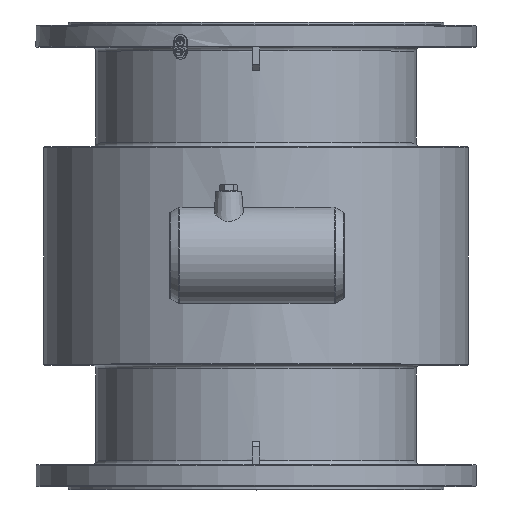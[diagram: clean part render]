
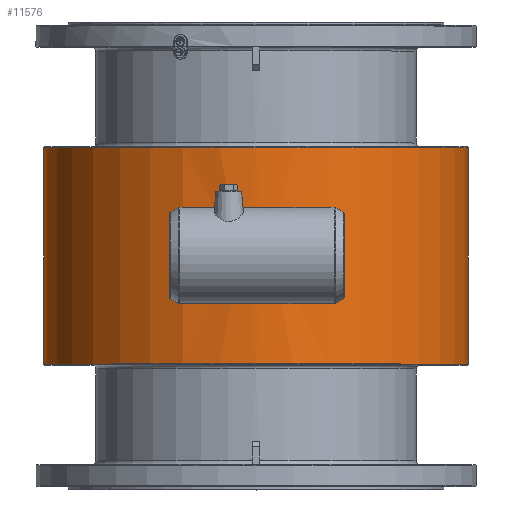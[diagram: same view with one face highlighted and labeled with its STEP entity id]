
A CAD part, top view. The second image highlights one B-rep face of the part: STEP entity #11576.
In plain terms, the highlighted cylindrical face has radius 272.5 mm (diameter 545 mm), a full revolution.
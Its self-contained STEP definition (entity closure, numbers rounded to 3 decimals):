
#1036=B_SPLINE_CURVE_WITH_KNOTS('',3,(#28088,#28089,#28090,#28091,#28092,
#28093,#28094,#28095,#28096,#28097,#28098,#28099,#28100,#28101,#28102,#28103,
#28104,#28105,#28106,#28107,#28108,#28109,#28110,#28111,#28112,#28113,#28114,
#28115,#28116,#28117,#28118,#28119,#28120,#28121,#28122),.UNSPECIFIED.,
 .F.,.F.,(4,2,2,2,2,2,2,2,3,2,2,2,2,2,2,2,4),(-3.166,-2.77,
-2.374,-1.978,-1.583,-1.187,
-0.791,-0.396,0.,0.396,0.791,
1.187,1.583,1.978,2.374,2.77,
3.166),.UNSPECIFIED.);
#1037=B_SPLINE_CURVE_WITH_KNOTS('',3,(#28123,#28124,#28125,#28126,#28127,
#28128,#28129,#28130,#28131,#28132,#28133,#28134,#28135,#28136,#28137,#28138,
#28139,#28140,#28141,#28142,#28143,#28144,#28145,#28146,#28147,#28148,#28149,
#28150,#28151,#28152,#28153,#28154,#28155,#28156),.UNSPECIFIED.,.F.,.F.,
(4,2,2,2,2,2,2,2,2,2,2,2,2,2,2,2,4),(3.166,3.561,
3.957,4.353,4.748,5.144,5.54,
5.935,6.331,6.727,7.122,7.518,
7.914,8.309,8.705,9.101,9.497),
 .UNSPECIFIED.);
#1636=LINE('',#28085,#2294);
#2294=VECTOR('',#14162,272.5);
#2752=CYLINDRICAL_SURFACE('',#12476,272.5);
#2921=FACE_BOUND('',#4004,.T.);
#3236=FACE_OUTER_BOUND('',#4003,.T.);
#4003=EDGE_LOOP('',(#9114,#9115,#9116,#9117));
#4004=EDGE_LOOP('',(#9118,#9119));
#4704=CIRCLE('',#12473,272.5);
#4707=CIRCLE('',#12477,272.5);
#5411=VERTEX_POINT('',#28077);
#5413=VERTEX_POINT('',#28083);
#5414=VERTEX_POINT('',#28086);
#5415=VERTEX_POINT('',#28087);
#6763=EDGE_CURVE('',#5411,#5411,#4704,.T.);
#6766=EDGE_CURVE('',#5413,#5413,#4707,.T.);
#6767=EDGE_CURVE('',#5413,#5411,#1636,.T.);
#6768=EDGE_CURVE('',#5414,#5415,#1036,.T.);
#6769=EDGE_CURVE('',#5415,#5414,#1037,.T.);
#9114=ORIENTED_EDGE('',*,*,#6766,.F.);
#9115=ORIENTED_EDGE('',*,*,#6767,.T.);
#9116=ORIENTED_EDGE('',*,*,#6763,.F.);
#9117=ORIENTED_EDGE('',*,*,#6767,.F.);
#9118=ORIENTED_EDGE('',*,*,#6768,.T.);
#9119=ORIENTED_EDGE('',*,*,#6769,.T.);
#11576=ADVANCED_FACE('',(#3236,#2921),#2752,.T.);
#12473=AXIS2_PLACEMENT_3D('',#28078,#14152,#14153);
#12476=AXIS2_PLACEMENT_3D('',#28082,#14158,#14159);
#12477=AXIS2_PLACEMENT_3D('',#28084,#14160,#14161);
#14152=DIRECTION('center_axis',(0.,0.,
1.));
#14153=DIRECTION('ref_axis',(0.,1.,0.));
#14158=DIRECTION('center_axis',(0.,0.,
-1.));
#14159=DIRECTION('ref_axis',(0.,-1.,0.));
#14160=DIRECTION('center_axis',(0.,0.,
-1.));
#14161=DIRECTION('ref_axis',(0.,1.,0.));
#14162=DIRECTION('',(0.,0.,1.));
#28077=CARTESIAN_POINT('',(95.,735.25,139.));
#28078=CARTESIAN_POINT('Origin',(95.,462.75,139.));
#28082=CARTESIAN_POINT('Origin',(95.,462.75,0.));
#28083=CARTESIAN_POINT('',(95.,735.25,-139.));
#28084=CARTESIAN_POINT('Origin',(95.,462.75,-139.));
#28085=CARTESIAN_POINT('',(95.,735.25,0.));
#28086=CARTESIAN_POINT('',(95.,190.25,21.));
#28087=CARTESIAN_POINT('',(95.,190.25,-21.));
#28088=CARTESIAN_POINT('Ctrl Pts',(95.,190.25,21.));
#28089=CARTESIAN_POINT('Ctrl Pts',(96.319,190.25,21.));
#28090=CARTESIAN_POINT('Ctrl Pts',(97.683,190.26,20.874));
#28091=CARTESIAN_POINT('Ctrl Pts',(100.396,190.3,20.342));
#28092=CARTESIAN_POINT('Ctrl Pts',(101.744,190.33,19.937));
#28093=CARTESIAN_POINT('Ctrl Pts',(104.331,190.407,18.865));
#28094=CARTESIAN_POINT('Ctrl Pts',(105.571,190.453,18.198));
#28095=CARTESIAN_POINT('Ctrl Pts',(107.864,190.551,16.656));
#28096=CARTESIAN_POINT('Ctrl Pts',(108.917,190.604,15.781));
#28097=CARTESIAN_POINT('Ctrl Pts',(110.781,190.706,13.917));
#28098=CARTESIAN_POINT('Ctrl Pts',(111.656,190.758,12.864));
#28099=CARTESIAN_POINT('Ctrl Pts',(113.198,190.857,10.571));
#28100=CARTESIAN_POINT('Ctrl Pts',(113.865,190.903,9.331));
#28101=CARTESIAN_POINT('Ctrl Pts',(114.937,190.98,6.744));
#28102=CARTESIAN_POINT('Ctrl Pts',(115.342,191.01,5.396));
#28103=CARTESIAN_POINT('Ctrl Pts',(115.874,191.051,2.683));
#28104=CARTESIAN_POINT('Ctrl Pts',(116.,191.06,1.319));
#28105=CARTESIAN_POINT('Ctrl Pts',(116.,191.06,0.));
#28106=CARTESIAN_POINT('Ctrl Pts',(116.,191.06,-1.319));
#28107=CARTESIAN_POINT('Ctrl Pts',(115.874,191.051,-2.683));
#28108=CARTESIAN_POINT('Ctrl Pts',(115.342,191.01,-5.396));
#28109=CARTESIAN_POINT('Ctrl Pts',(114.937,190.98,-6.744));
#28110=CARTESIAN_POINT('Ctrl Pts',(113.865,190.903,-9.331));
#28111=CARTESIAN_POINT('Ctrl Pts',(113.198,190.857,-10.571));
#28112=CARTESIAN_POINT('Ctrl Pts',(111.656,190.758,-12.864));
#28113=CARTESIAN_POINT('Ctrl Pts',(110.781,190.706,-13.917));
#28114=CARTESIAN_POINT('Ctrl Pts',(108.917,190.604,-15.781));
#28115=CARTESIAN_POINT('Ctrl Pts',(107.864,190.551,-16.656));
#28116=CARTESIAN_POINT('Ctrl Pts',(105.571,190.453,-18.198));
#28117=CARTESIAN_POINT('Ctrl Pts',(104.331,190.407,-18.865));
#28118=CARTESIAN_POINT('Ctrl Pts',(101.744,190.33,-19.937));
#28119=CARTESIAN_POINT('Ctrl Pts',(100.396,190.3,-20.342));
#28120=CARTESIAN_POINT('Ctrl Pts',(97.683,190.26,-20.874));
#28121=CARTESIAN_POINT('Ctrl Pts',(96.319,190.25,-21.));
#28122=CARTESIAN_POINT('Ctrl Pts',(95.,190.25,-21.));
#28123=CARTESIAN_POINT('Ctrl Pts',(95.,190.25,-21.));
#28124=CARTESIAN_POINT('Ctrl Pts',(93.681,190.25,-21.));
#28125=CARTESIAN_POINT('Ctrl Pts',(92.317,190.26,-20.874));
#28126=CARTESIAN_POINT('Ctrl Pts',(89.604,190.3,-20.342));
#28127=CARTESIAN_POINT('Ctrl Pts',(88.256,190.33,-19.937));
#28128=CARTESIAN_POINT('Ctrl Pts',(85.669,190.407,-18.865));
#28129=CARTESIAN_POINT('Ctrl Pts',(84.429,190.453,-18.198));
#28130=CARTESIAN_POINT('Ctrl Pts',(82.136,190.551,-16.656));
#28131=CARTESIAN_POINT('Ctrl Pts',(81.083,190.604,-15.781));
#28132=CARTESIAN_POINT('Ctrl Pts',(79.219,190.706,-13.917));
#28133=CARTESIAN_POINT('Ctrl Pts',(78.344,190.758,-12.864));
#28134=CARTESIAN_POINT('Ctrl Pts',(76.802,190.857,-10.571));
#28135=CARTESIAN_POINT('Ctrl Pts',(76.135,190.903,-9.331));
#28136=CARTESIAN_POINT('Ctrl Pts',(75.063,190.98,-6.744));
#28137=CARTESIAN_POINT('Ctrl Pts',(74.658,191.01,-5.396));
#28138=CARTESIAN_POINT('Ctrl Pts',(74.126,191.051,-2.683));
#28139=CARTESIAN_POINT('Ctrl Pts',(74.,191.06,-1.319));
#28140=CARTESIAN_POINT('Ctrl Pts',(74.,191.06,1.319));
#28141=CARTESIAN_POINT('Ctrl Pts',(74.126,191.051,2.683));
#28142=CARTESIAN_POINT('Ctrl Pts',(74.658,191.01,5.396));
#28143=CARTESIAN_POINT('Ctrl Pts',(75.063,190.98,6.744));
#28144=CARTESIAN_POINT('Ctrl Pts',(76.135,190.903,9.331));
#28145=CARTESIAN_POINT('Ctrl Pts',(76.802,190.857,10.571));
#28146=CARTESIAN_POINT('Ctrl Pts',(78.344,190.758,12.864));
#28147=CARTESIAN_POINT('Ctrl Pts',(79.219,190.706,13.917));
#28148=CARTESIAN_POINT('Ctrl Pts',(81.083,190.604,15.781));
#28149=CARTESIAN_POINT('Ctrl Pts',(82.136,190.551,16.656));
#28150=CARTESIAN_POINT('Ctrl Pts',(84.429,190.453,18.198));
#28151=CARTESIAN_POINT('Ctrl Pts',(85.669,190.407,18.865));
#28152=CARTESIAN_POINT('Ctrl Pts',(88.256,190.33,19.937));
#28153=CARTESIAN_POINT('Ctrl Pts',(89.604,190.3,20.342));
#28154=CARTESIAN_POINT('Ctrl Pts',(92.317,190.26,20.874));
#28155=CARTESIAN_POINT('Ctrl Pts',(93.681,190.25,21.));
#28156=CARTESIAN_POINT('Ctrl Pts',(95.,190.25,21.));
